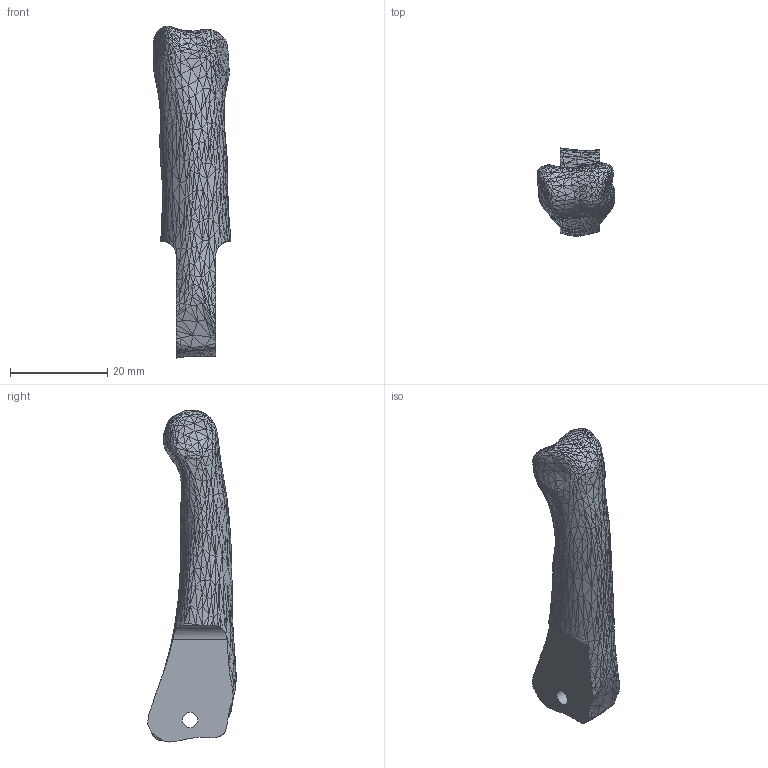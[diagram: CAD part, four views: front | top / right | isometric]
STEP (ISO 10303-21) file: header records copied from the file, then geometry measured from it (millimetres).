
FILE_DESCRIPTION(/* description */ (''),/* implementation_level */ '2;1');
FILE_NAME(/* name */ 'Majeur_PP.step',/* time_stamp */ '2023-04-15T09:34:19-04:00',/* author */ (''),/* organization */ (''),/* preprocessor_version */ 'ST-DEVELOPER v19.2',/* originating_system */ 'Autodesk Translation Framework v12.4.0.73',/* authorisation */ '');
FILE_SCHEMA (('AUTOMOTIVE_DESIGN { 1 0 10303 214 3 1 1 }'));
Length unit declared in the file: millimetre
Products named in the file (1): MiddlePP
Bounding box: 15.97 x 18.11 x 68.12 mm (x, y, z)
Volume: 7332.1 mm3; surface area: 3022.8 mm2
Topology: 1 solids, 1 shells, 1891 faces, 2997 edges, 1108 vertices
Faces by surface type: plane 1888, cylinder 3
Full cylindrical faces by diameter (mm): 3.175 x1
Entity records: 38414 total; most frequent: DIRECTION 6820, CARTESIAN_POINT 5997, ORIENTED_EDGE 5994, EDGE_CURVE 2997, LINE 2958, VECTOR 2958, AXIS2_PLACEMENT_3D 1931, EDGE_LOOP 1893
